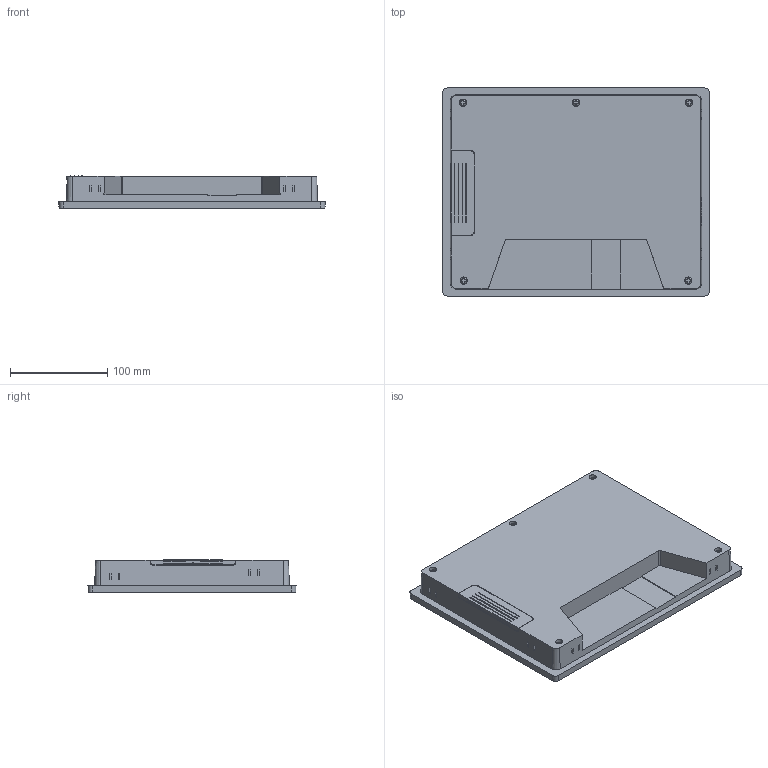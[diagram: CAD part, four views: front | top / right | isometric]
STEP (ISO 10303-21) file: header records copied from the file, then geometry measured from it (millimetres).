
FILE_DESCRIPTION (( 'STEP AP203' ), '1' );
FILE_NAME ('PRO-Screen 10E Step.STEP', '2022-04-19T10:40:16', ( '' ), ( '' ), 'SwSTEP 2.0', 'SolidWorks 2021', '' );
FILE_SCHEMA (( 'CONFIG_CONTROL_DESIGN' ));
Length unit declared in the file: millimetre
Products named in the file (1): PRO-Screen 10E Step
Bounding box: 273.73 x 213.73 x 33.5 mm (x, y, z)
Volume: 1564681.4 mm3; surface area: 151974.1 mm2
Topology: 1 solids, 1 shells, 290 faces, 747 edges, 498 vertices
Faces by surface type: plane 240, cylinder 28, cone 8, sphere 6, torus 4, bspline 4
Entity records: 9139 total; most frequent: CARTESIAN_POINT 1922, ORIENTED_EDGE 1494, DIRECTION 1417, EDGE_CURVE 747, VECTOR 575, LINE 575, VERTEX_POINT 498, AXIS2_PLACEMENT_3D 421
